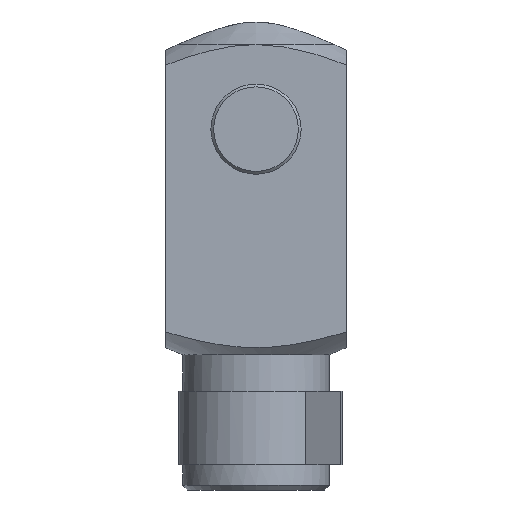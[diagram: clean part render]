
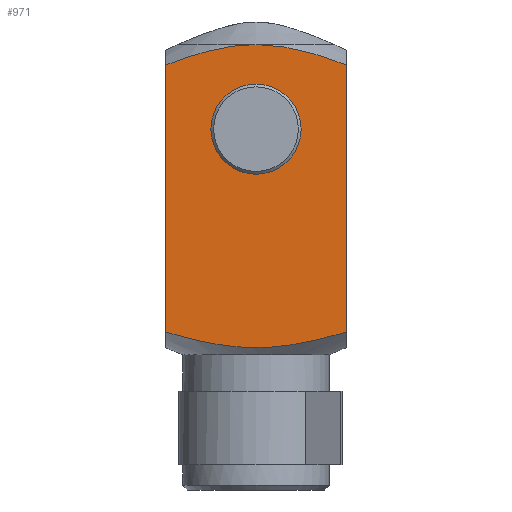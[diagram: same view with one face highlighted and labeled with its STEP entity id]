
A CAD part, front view. The second image highlights one B-rep face of the part: STEP entity #971.
In plain terms, the highlighted planar face has unit normal (0, -1, 0).
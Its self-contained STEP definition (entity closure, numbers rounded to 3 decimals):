
#18=(
BOUNDED_CURVE()
B_SPLINE_CURVE(2,(#1592,#1593,#1594),.UNSPECIFIED.,.F.,.F.)
B_SPLINE_CURVE_WITH_KNOTS((3,3),(0.,3.247),.UNSPECIFIED.)
CURVE()
GEOMETRIC_REPRESENTATION_ITEM()
RATIONAL_B_SPLINE_CURVE((1.,1.414,1.))
REPRESENTATION_ITEM('')
);
#21=(
BOUNDED_CURVE()
B_SPLINE_CURVE(2,(#1617,#1618,#1619),.UNSPECIFIED.,.F.,.F.)
B_SPLINE_CURVE_WITH_KNOTS((3,3),(2.824,4.771),
 .UNSPECIFIED.)
CURVE()
GEOMETRIC_REPRESENTATION_ITEM()
RATIONAL_B_SPLINE_CURVE((1.,1.148,1.092))
REPRESENTATION_ITEM('')
);
#22=(
BOUNDED_CURVE()
B_SPLINE_CURVE(2,(#1621,#1622,#1623),.UNSPECIFIED.,.F.,.F.)
B_SPLINE_CURVE_WITH_KNOTS((3,3),(0.876,2.824),
 .UNSPECIFIED.)
CURVE()
GEOMETRIC_REPRESENTATION_ITEM()
RATIONAL_B_SPLINE_CURVE((1.092,1.148,1.))
REPRESENTATION_ITEM('')
);
#97=LINE('',#1614,#166);
#98=LINE('',#1624,#167);
#166=VECTOR('',#1267,47.351);
#167=VECTOR('',#1270,47.351);
#201=PLANE('',#1053);
#227=FACE_BOUND('',#337,.T.);
#274=FACE_OUTER_BOUND('',#336,.T.);
#336=EDGE_LOOP('',(#792,#793,#794,#795,#796));
#337=EDGE_LOOP('',(#797));
#365=CIRCLE('',#996,8.);
#401=VERTEX_POINT('',#1331);
#458=VERTEX_POINT('',#1579);
#461=VERTEX_POINT('',#1588);
#468=VERTEX_POINT('',#1610);
#469=VERTEX_POINT('',#1616);
#470=VERTEX_POINT('',#1620);
#490=EDGE_CURVE('',#401,#401,#365,.T.);
#577=EDGE_CURVE('',#461,#458,#18,.T.);
#585=EDGE_CURVE('',#461,#468,#97,.T.);
#586=EDGE_CURVE('',#469,#468,#21,.T.);
#587=EDGE_CURVE('',#470,#469,#22,.T.);
#588=EDGE_CURVE('',#458,#470,#98,.T.);
#792=ORIENTED_EDGE('',*,*,#577,.F.);
#793=ORIENTED_EDGE('',*,*,#585,.T.);
#794=ORIENTED_EDGE('',*,*,#586,.F.);
#795=ORIENTED_EDGE('',*,*,#587,.F.);
#796=ORIENTED_EDGE('',*,*,#588,.F.);
#797=ORIENTED_EDGE('',*,*,#490,.F.);
#971=ADVANCED_FACE('',(#274,#227),#201,.F.);
#996=AXIS2_PLACEMENT_3D('',#1332,#1092,#1093);
#1053=AXIS2_PLACEMENT_3D('',#1615,#1268,#1269);
#1092=DIRECTION('center_axis',(0.,-1.,0.));
#1093=DIRECTION('ref_axis',(1.,0.,0.));
#1267=DIRECTION('',(0.,0.,1.));
#1268=DIRECTION('center_axis',(0.,1.,0.));
#1269=DIRECTION('ref_axis',(0.,0.,1.));
#1270=DIRECTION('',(0.,0.,1.));
#1331=CARTESIAN_POINT('',(8.,-16.,40.));
#1332=CARTESIAN_POINT('Origin',(0.,-16.,40.));
#1579=CARTESIAN_POINT('',(-16.,-16.,4.));
#1588=CARTESIAN_POINT('',(16.,-16.,4.));
#1592=CARTESIAN_POINT('Ctrl Pts',(16.,-16.,4.));
#1593=CARTESIAN_POINT('Ctrl Pts',(0.,-16.,-0.701));
#1594=CARTESIAN_POINT('Ctrl Pts',(-16.,-16.,4.));
#1610=CARTESIAN_POINT('',(16.,-16.,51.351));
#1614=CARTESIAN_POINT('',(16.,-16.,0.));
#1615=CARTESIAN_POINT('Origin',(-16.,-16.,0.));
#1616=CARTESIAN_POINT('',(0.,-16.,55.));
#1617=CARTESIAN_POINT('Ctrl Pts',(0.,-16.,55.));
#1618=CARTESIAN_POINT('Ctrl Pts',(6.627,-16.,55.));
#1619=CARTESIAN_POINT('Ctrl Pts',(16.,-16.,51.351));
#1620=CARTESIAN_POINT('',(-16.,-16.,51.351));
#1621=CARTESIAN_POINT('Ctrl Pts',(-16.,-16.,51.351));
#1622=CARTESIAN_POINT('Ctrl Pts',(-6.627,-16.,55.));
#1623=CARTESIAN_POINT('Ctrl Pts',(0.,-16.,55.));
#1624=CARTESIAN_POINT('',(-16.,-16.,0.));
